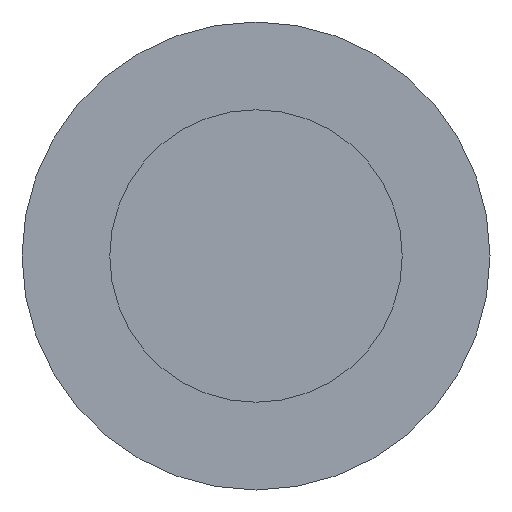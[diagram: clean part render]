
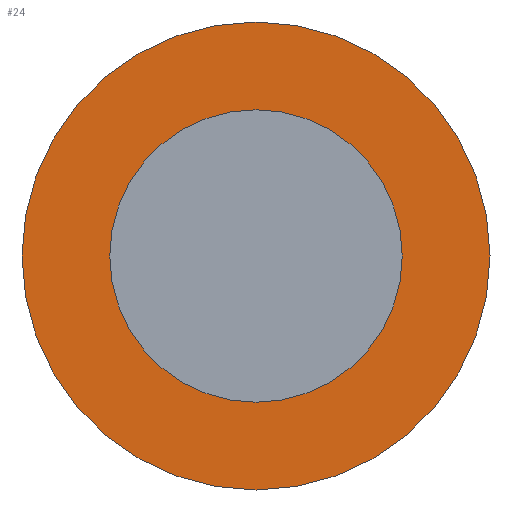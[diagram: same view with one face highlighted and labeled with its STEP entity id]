
A CAD part, front view. The second image highlights one B-rep face of the part: STEP entity #24.
In plain terms, the highlighted planar face has unit normal (0, -1, 0).
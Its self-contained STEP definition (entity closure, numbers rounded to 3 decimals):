
#1 = DIRECTION ( 'NONE',  ( 0., 0., 1. ) ) ;
#8 = DIRECTION ( 'NONE',  ( 0., -1., 0. ) ) ;
#9 = ORIENTED_EDGE ( 'NONE', *, *, #147, .F. ) ;
#13 = VERTEX_POINT ( 'NONE', #223 ) ;
#17 = EDGE_CURVE ( 'NONE', #54, #13, #63, .T. ) ;
#24 = ADVANCED_FACE ( 'NONE', ( #70, #25 ), #100, .F. ) ;
#25 = FACE_OUTER_BOUND ( 'NONE', #160, .T. ) ;
#30 = CIRCLE ( 'NONE', #152, 4. ) ;
#50 = CARTESIAN_POINT ( 'NONE',  ( 0., 0., -2.5 ) ) ;
#54 = VERTEX_POINT ( 'NONE', #50 ) ;
#62 = CARTESIAN_POINT ( 'NONE',  ( 0., 0., -4. ) ) ;
#63 = CIRCLE ( 'NONE', #236, 2.5 ) ;
#70 = FACE_BOUND ( 'NONE', #184, .T. ) ;
#91 = DIRECTION ( 'NONE',  ( 0., 1., 0. ) ) ;
#100 = PLANE ( 'NONE',  #192 ) ;
#107 = DIRECTION ( 'NONE',  ( 0., -1., 0. ) ) ;
#112 = VERTEX_POINT ( 'NONE', #126 ) ;
#126 = CARTESIAN_POINT ( 'NONE',  ( 0., 0., 4. ) ) ;
#140 = ORIENTED_EDGE ( 'NONE', *, *, #17, .F. ) ;
#141 = AXIS2_PLACEMENT_3D ( 'NONE', #265, #149, #151 ) ;
#146 = CARTESIAN_POINT ( 'NONE',  ( 0., 0., 0. ) ) ;
#147 = EDGE_CURVE ( 'NONE', #13, #54, #252, .T. ) ;
#149 = DIRECTION ( 'NONE',  ( 0., 1., 0. ) ) ;
#151 = DIRECTION ( 'NONE',  ( 0., 0., 1. ) ) ;
#152 = AXIS2_PLACEMENT_3D ( 'NONE', #261, #91, #1 ) ;
#156 = CARTESIAN_POINT ( 'NONE',  ( 0., 0., 0. ) ) ;
#160 = EDGE_LOOP ( 'NONE', ( #253, #218 ) ) ;
#179 = DIRECTION ( 'NONE',  ( 0., 0., 1. ) ) ;
#184 = EDGE_LOOP ( 'NONE', ( #140, #9 ) ) ;
#192 = AXIS2_PLACEMENT_3D ( 'NONE', #156, #245, #179 ) ;
#193 = CIRCLE ( 'NONE', #141, 4. ) ;
#197 = EDGE_CURVE ( 'NONE', #246, #112, #30, .T. ) ;
#202 = CARTESIAN_POINT ( 'NONE',  ( 0., 0., 0. ) ) ;
#218 = ORIENTED_EDGE ( 'NONE', *, *, #260, .F. ) ;
#223 = CARTESIAN_POINT ( 'NONE',  ( 0., 0., 2.5 ) ) ;
#230 = DIRECTION ( 'NONE',  ( 0., 0., -1. ) ) ;
#236 = AXIS2_PLACEMENT_3D ( 'NONE', #202, #8, #269 ) ;
#245 = DIRECTION ( 'NONE',  ( 0., 1., 0. ) ) ;
#246 = VERTEX_POINT ( 'NONE', #62 ) ;
#252 = CIRCLE ( 'NONE', #282, 2.5 ) ;
#253 = ORIENTED_EDGE ( 'NONE', *, *, #197, .F. ) ;
#260 = EDGE_CURVE ( 'NONE', #112, #246, #193, .T. ) ;
#261 = CARTESIAN_POINT ( 'NONE',  ( 0., 0., 0. ) ) ;
#265 = CARTESIAN_POINT ( 'NONE',  ( 0., 0., 0. ) ) ;
#269 = DIRECTION ( 'NONE',  ( 0., 0., -1. ) ) ;
#282 = AXIS2_PLACEMENT_3D ( 'NONE', #146, #107, #230 ) ;
